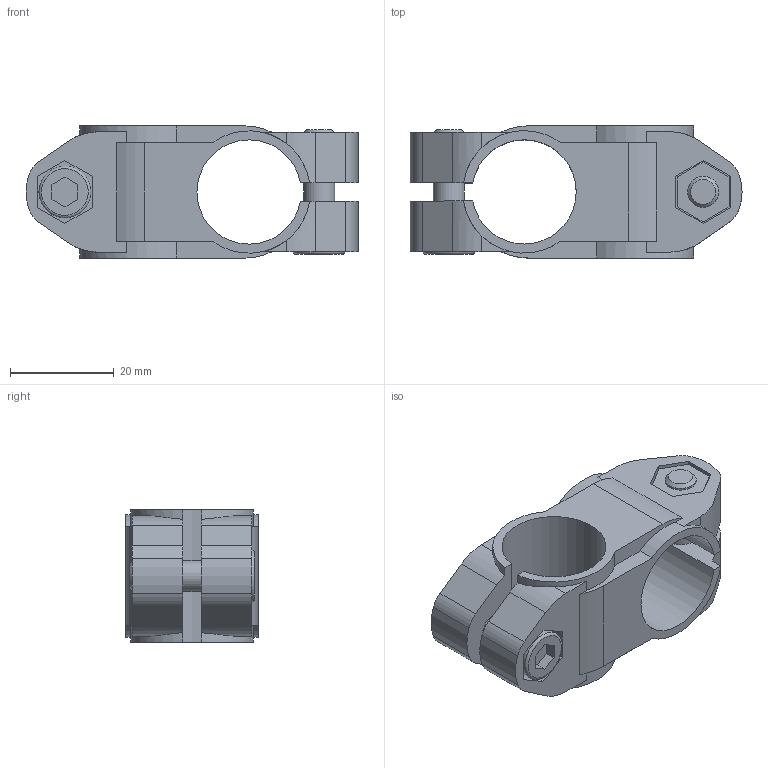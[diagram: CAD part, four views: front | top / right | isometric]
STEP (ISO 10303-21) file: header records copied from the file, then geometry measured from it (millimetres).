
FILE_DESCRIPTION( ( 'STEP AP214' ), '1' );
FILE_NAME( 'K0472.12020.stp', '2020-12-08T09:31:33', ( '' ), ( '' ), ' ', 'PARTsolutions', ' ' );
FILE_SCHEMA( ( 'AUTOMOTIVE_DESIGN { 1 0 10303 214 1 1 1 1 }' ) );
Length unit declared in the file: millimetre
Products named in the file (1): _K0472.12020
Bounding box: 64 x 25.5 x 25.5 mm (x, y, z)
Volume: 15652.2 mm3; surface area: 11110.9 mm2
Topology: 1 solids, 1 shells, 148 faces, 389 edges, 259 vertices
Faces by surface type: plane 100, cylinder 44, torus 2, cone 2
Full cylindrical faces by diameter (mm): 6 x4, 6.5 x4, 10 x2
Entity records: 5756 total; most frequent: CARTESIAN_POINT 873, DIRECTION 762, ORIENTED_EDGE 744, EDGE_CURVE 372, LINE 264, VECTOR 264, VERTEX_POINT 256, AXIS2_PLACEMENT_3D 249
